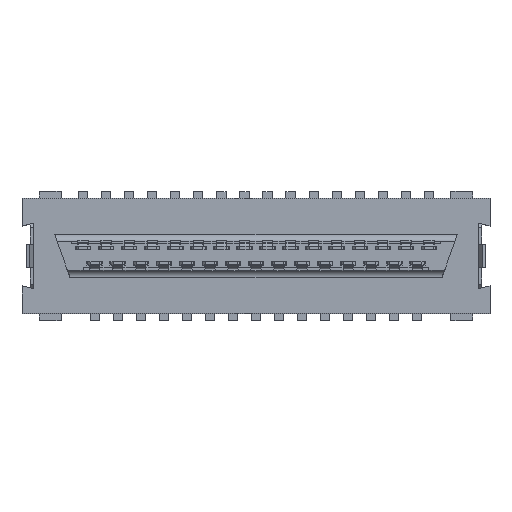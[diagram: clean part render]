
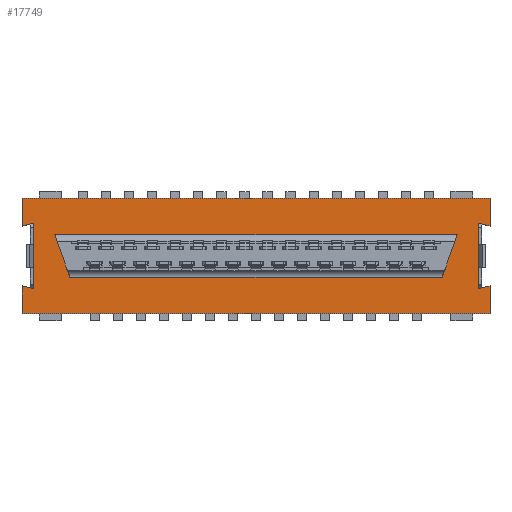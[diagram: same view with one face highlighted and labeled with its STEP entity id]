
A CAD part, top view. The second image highlights one B-rep face of the part: STEP entity #17749.
In plain terms, the highlighted planar face has unit normal (0, 0, 1).
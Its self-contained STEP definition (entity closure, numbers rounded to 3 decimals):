
#53=CARTESIAN_POINT('',(-3.732,0.925,2.04));
#54=VERTEX_POINT('',#53);
#62=CARTESIAN_POINT('',(-3.073,-0.925,2.04));
#63=VERTEX_POINT('',#62);
#64=CARTESIAN_POINT('',(-3.732,0.925,2.04));
#65=DIRECTION('',(0.335,-0.942,0.));
#66=VECTOR('',#65,1.964);
#67=LINE('',#64,#66);
#68=EDGE_CURVE('',#54,#63,#67,.T.);
#8598=CARTESIAN_POINT('',(-5.15,1.3,2.04));
#8599=VERTEX_POINT('',#8598);
#8606=CARTESIAN_POINT('',(-5.15,2.5,2.04));
#8607=VERTEX_POINT('',#8606);
#8608=CARTESIAN_POINT('',(-5.15,1.3,2.04));
#8609=DIRECTION('',(0.,1.,0.));
#8610=VECTOR('',#8609,1.2);
#8611=LINE('',#8608,#8610);
#8612=EDGE_CURVE('',#8599,#8607,#8611,.T.);
#8638=CARTESIAN_POINT('',(-5.15,-2.5,2.04));
#8639=VERTEX_POINT('',#8638);
#8646=CARTESIAN_POINT('',(-5.15,-1.3,2.04));
#8647=VERTEX_POINT('',#8646);
#8648=CARTESIAN_POINT('',(-5.15,-2.5,2.04));
#8649=DIRECTION('',(0.,1.,0.));
#8650=VECTOR('',#8649,1.2);
#8651=LINE('',#8648,#8650);
#8652=EDGE_CURVE('',#8639,#8647,#8651,.T.);
#8718=CARTESIAN_POINT('',(-4.65,-1.425,2.04));
#8719=VERTEX_POINT('',#8718);
#8726=CARTESIAN_POINT('',(-4.65,1.425,2.04));
#8727=VERTEX_POINT('',#8726);
#8728=CARTESIAN_POINT('',(-4.65,-1.425,2.04));
#8729=DIRECTION('',(0.,1.,0.));
#8730=VECTOR('',#8729,2.85);
#8731=LINE('',#8728,#8730);
#8732=EDGE_CURVE('',#8719,#8727,#8731,.T.);
#8789=CARTESIAN_POINT('',(-4.65,1.425,2.04));
#8790=DIRECTION('',(-0.97,-0.243,0.));
#8791=VECTOR('',#8790,0.515);
#8792=LINE('',#8789,#8791);
#8793=EDGE_CURVE('',#8727,#8599,#8792,.T.);
#8981=CARTESIAN_POINT('',(-5.15,-1.3,2.04));
#8982=DIRECTION('',(0.97,-0.243,0.));
#8983=VECTOR('',#8982,0.515);
#8984=LINE('',#8981,#8983);
#8985=EDGE_CURVE('',#8647,#8719,#8984,.T.);
#17658=CARTESIAN_POINT('',(5.,0.,2.04));
#17659=DIRECTION('',(-1.,0.,0.));
#17660=DIRECTION('',(0.,0.,1.));
#17661=AXIS2_PLACEMENT_3D('',#17658,#17660,#17659);
#17662=PLANE('',#17661);
#17663=ORIENTED_EDGE('',*,*,#8612,.F.);
#17664=ORIENTED_EDGE('',*,*,#8793,.F.);
#17665=ORIENTED_EDGE('',*,*,#8732,.F.);
#17666=ORIENTED_EDGE('',*,*,#8985,.F.);
#17667=ORIENTED_EDGE('',*,*,#8652,.F.);
#17668=CARTESIAN_POINT('',(15.15,-2.5,2.04));
#17669=VERTEX_POINT('',#17668);
#17670=CARTESIAN_POINT('',(-5.15,-2.5,2.04));
#17671=DIRECTION('',(1.,0.,0.));
#17672=VECTOR('',#17671,20.3);
#17673=LINE('',#17670,#17672);
#17674=EDGE_CURVE('',#8639,#17669,#17673,.T.);
#17675=ORIENTED_EDGE('',*,*,#17674,.T.);
#17676=CARTESIAN_POINT('',(15.15,-1.3,2.04));
#17677=VERTEX_POINT('',#17676);
#17678=CARTESIAN_POINT('',(15.15,-2.5,2.04));
#17679=DIRECTION('',(0.,1.,0.));
#17680=VECTOR('',#17679,1.2);
#17681=LINE('',#17678,#17680);
#17682=EDGE_CURVE('',#17669,#17677,#17681,.T.);
#17683=ORIENTED_EDGE('',*,*,#17682,.T.);
#17684=CARTESIAN_POINT('',(14.65,-1.425,2.04));
#17685=VERTEX_POINT('',#17684);
#17686=CARTESIAN_POINT('',(15.15,-1.3,2.04));
#17687=DIRECTION('',(-0.97,-0.243,0.));
#17688=VECTOR('',#17687,0.515);
#17689=LINE('',#17686,#17688);
#17690=EDGE_CURVE('',#17677,#17685,#17689,.T.);
#17691=ORIENTED_EDGE('',*,*,#17690,.T.);
#17692=CARTESIAN_POINT('',(14.65,1.425,2.04));
#17693=VERTEX_POINT('',#17692);
#17694=CARTESIAN_POINT('',(14.65,-1.425,2.04));
#17695=DIRECTION('',(0.,1.,0.));
#17696=VECTOR('',#17695,2.85);
#17697=LINE('',#17694,#17696);
#17698=EDGE_CURVE('',#17685,#17693,#17697,.T.);
#17699=ORIENTED_EDGE('',*,*,#17698,.T.);
#17700=CARTESIAN_POINT('',(15.15,1.3,2.04));
#17701=VERTEX_POINT('',#17700);
#17702=CARTESIAN_POINT('',(14.65,1.425,2.04));
#17703=DIRECTION('',(0.97,-0.243,0.));
#17704=VECTOR('',#17703,0.515);
#17705=LINE('',#17702,#17704);
#17706=EDGE_CURVE('',#17693,#17701,#17705,.T.);
#17707=ORIENTED_EDGE('',*,*,#17706,.T.);
#17708=CARTESIAN_POINT('',(15.15,2.5,2.04));
#17709=VERTEX_POINT('',#17708);
#17710=CARTESIAN_POINT('',(15.15,1.3,2.04));
#17711=DIRECTION('',(0.,1.,0.));
#17712=VECTOR('',#17711,1.2);
#17713=LINE('',#17710,#17712);
#17714=EDGE_CURVE('',#17701,#17709,#17713,.T.);
#17715=ORIENTED_EDGE('',*,*,#17714,.T.);
#17716=CARTESIAN_POINT('',(15.15,2.5,2.04));
#17717=DIRECTION('',(-1.,0.,0.));
#17718=VECTOR('',#17717,20.3);
#17719=LINE('',#17716,#17718);
#17720=EDGE_CURVE('',#17709,#8607,#17719,.T.);
#17721=ORIENTED_EDGE('',*,*,#17720,.T.);
#17722=EDGE_LOOP('',(#17663,#17664,#17665,#17666,#17667,#17675,#17683,#17691,#17699,#17707,#17715,#17721));
#17723=FACE_OUTER_BOUND('',#17722,.T.);
#17724=ORIENTED_EDGE('',*,*,#68,.F.);
#17725=CARTESIAN_POINT('',(13.732,0.925,2.04));
#17726=VERTEX_POINT('',#17725);
#17727=CARTESIAN_POINT('',(-3.732,0.925,2.04));
#17728=DIRECTION('',(1.,0.,0.));
#17729=VECTOR('',#17728,17.464);
#17730=LINE('',#17727,#17729);
#17731=EDGE_CURVE('',#54,#17726,#17730,.T.);
#17732=ORIENTED_EDGE('',*,*,#17731,.T.);
#17733=CARTESIAN_POINT('',(13.073,-0.925,2.04));
#17734=VERTEX_POINT('',#17733);
#17735=CARTESIAN_POINT('',(13.732,0.925,2.04));
#17736=DIRECTION('',(-0.335,-0.942,0.));
#17737=VECTOR('',#17736,1.964);
#17738=LINE('',#17735,#17737);
#17739=EDGE_CURVE('',#17726,#17734,#17738,.T.);
#17740=ORIENTED_EDGE('',*,*,#17739,.T.);
#17741=CARTESIAN_POINT('',(13.073,-0.925,2.04));
#17742=DIRECTION('',(-1.,0.,0.));
#17743=VECTOR('',#17742,16.146);
#17744=LINE('',#17741,#17743);
#17745=EDGE_CURVE('',#17734,#63,#17744,.T.);
#17746=ORIENTED_EDGE('',*,*,#17745,.T.);
#17747=EDGE_LOOP('',(#17724,#17732,#17740,#17746));
#17748=FACE_BOUND('',#17747,.T.);
#17749=ADVANCED_FACE('',(#17723,#17748),#17662,.T.);
